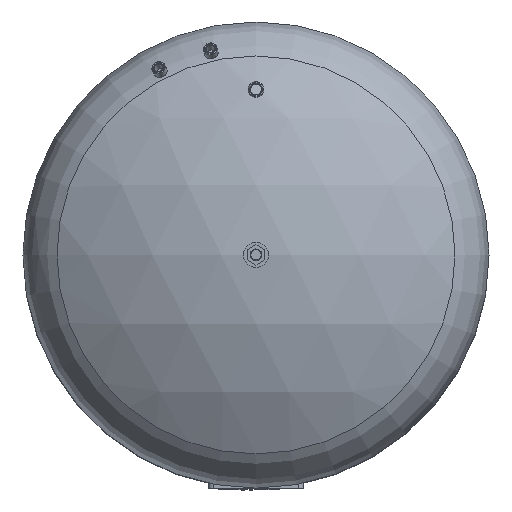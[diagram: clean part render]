
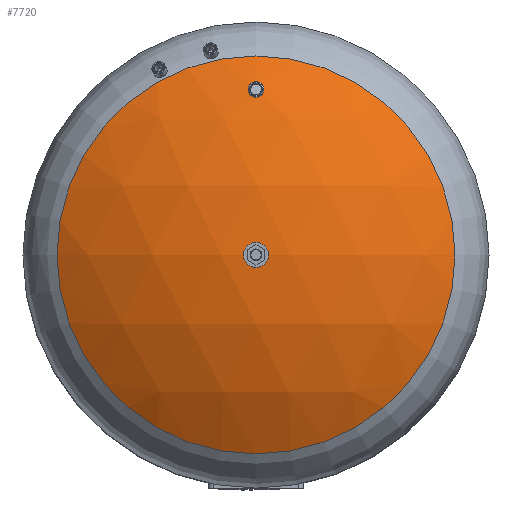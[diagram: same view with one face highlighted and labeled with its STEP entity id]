
A CAD part, top view. The second image highlights one B-rep face of the part: STEP entity #7720.
In plain terms, the highlighted spherical face has radius 509 mm.
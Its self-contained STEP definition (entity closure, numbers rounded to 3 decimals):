
#41=B_SPLINE_CURVE_WITH_KNOTS($,3,(#12490,#12491,#12492,#12493,#12494,#12495,
#12496,#12497,#12498,#12499,#12500,#12501,#12502,#12503,#12504,#12505,#12506,
#12507,#12508,#12509,#12510,#12511,#12512,#12513,#12514,#12515,#12516,#12517,
#12518,#12519,#12520,#12521,#12522,#12523,#12524,#12525,#12526,#12527,#12528,
#12529,#12530,#12531,#12532,#12533,#12534,#12535,#12536,#12537,#12538,#12539,
#12540,#12541,#12542,#12543,#12544,#12545,#12546,#12547,#12548,#12549,#12550,
#12551,#12552,#12553,#12554,#12555),.UNSPECIFIED.,.T.,.F.,(4,2,2,2,2,2,
2,2,2,2,2,2,2,2,2,2,2,2,2,2,2,2,2,2,2,2,2,2,2,2,2,2,4),(0.,1.996,
3.991,5.987,7.983,10.235,12.487,
14.739,16.991,19.239,21.487,23.735,
25.983,27.979,29.974,31.969,33.964,
35.959,37.955,39.95,41.945,44.193,
46.441,48.689,50.937,53.189,55.441,
57.693,59.945,61.941,63.937,65.933,
67.928),.UNSPECIFIED.);
#54=SPHERICAL_SURFACE($,#8400,509.);
#1476=FACE_BOUND($,#2441,.T.);
#1936=FACE_OUTER_BOUND($,#2440,.T.);
#2440=EDGE_LOOP($,(#6042));
#2441=EDGE_LOOP($,(#6043));
#3007=CIRCLE($,#8401,270.639);
#3580=VERTEX_POINT($,#12487);
#3581=VERTEX_POINT($,#12489);
#4465=EDGE_CURVE($,#3580,#3580,#3007,.T.);
#4466=EDGE_CURVE($,#3581,#3581,#41,.T.);
#6042=ORIENTED_EDGE($,*,*,#4465,.F.);
#6043=ORIENTED_EDGE($,*,*,#4466,.F.);
#7720=ADVANCED_FACE($,(#1936,#1476),#54,.T.);
#8400=AXIS2_PLACEMENT_3D($,#12486,#9964,#9965);
#8401=AXIS2_PLACEMENT_3D($,#12488,#9966,#9967);
#9964=DIRECTION('center_axis',(0.,1.,0.));
#9965=DIRECTION('ref_axis',(1.,0.,0.));
#9966=DIRECTION('center_axis',(0.,0.,
-1.));
#9967=DIRECTION('ref_axis',(-1.,0.,0.));
#12486=CARTESIAN_POINT('Origin',(0.,0.,
421.));
#12487=CARTESIAN_POINT('',(-270.639,0.,852.086));
#12488=CARTESIAN_POINT('Origin',(0.,0.,
852.086));
#12489=CARTESIAN_POINT('',(0.,235.65,872.165));
#12490=CARTESIAN_POINT('Ctrl Pts',(0.,235.65,872.165));
#12491=CARTESIAN_POINT('Ctrl Pts',(-0.665,235.65,872.165));
#12492=CARTESIAN_POINT('Ctrl Pts',(-1.35,235.587,872.197));
#12493=CARTESIAN_POINT('Ctrl Pts',(-2.707,235.323,872.328));
#12494=CARTESIAN_POINT('Ctrl Pts',(-3.379,235.124,872.428));
#12495=CARTESIAN_POINT('Ctrl Pts',(-4.66,234.601,872.688));
#12496=CARTESIAN_POINT('Ctrl Pts',(-5.272,234.278,872.849));
#12497=CARTESIAN_POINT('Ctrl Pts',(-6.398,233.541,873.216));
#12498=CARTESIAN_POINT('Ctrl Pts',(-6.912,233.126,873.422));
#12499=CARTESIAN_POINT('Ctrl Pts',(-7.879,232.2,873.882));
#12500=CARTESIAN_POINT('Ctrl Pts',(-8.353,231.647,874.157));
#12501=CARTESIAN_POINT('Ctrl Pts',(-9.18,230.448,874.752));
#12502=CARTESIAN_POINT('Ctrl Pts',(-9.533,229.803,875.072));
#12503=CARTESIAN_POINT('Ctrl Pts',(-10.098,228.462,875.736));
#12504=CARTESIAN_POINT('Ctrl Pts',(-10.309,227.766,876.08));
#12505=CARTESIAN_POINT('Ctrl Pts',(-10.585,226.372,876.769));
#12506=CARTESIAN_POINT('Ctrl Pts',(-10.65,225.673,877.114));
#12507=CARTESIAN_POINT('Ctrl Pts',(-10.65,224.328,877.777));
#12508=CARTESIAN_POINT('Ctrl Pts',(-10.585,223.63,878.12));
#12509=CARTESIAN_POINT('Ctrl Pts',(-10.31,222.237,878.805));
#12510=CARTESIAN_POINT('Ctrl Pts',(-10.099,221.542,879.147));
#12511=CARTESIAN_POINT('Ctrl Pts',(-9.535,220.201,879.805));
#12512=CARTESIAN_POINT('Ctrl Pts',(-9.182,219.556,880.121));
#12513=CARTESIAN_POINT('Ctrl Pts',(-8.356,218.357,880.709));
#12514=CARTESIAN_POINT('Ctrl Pts',(-7.882,217.803,880.98));
#12515=CARTESIAN_POINT('Ctrl Pts',(-6.915,216.876,881.433));
#12516=CARTESIAN_POINT('Ctrl Pts',(-6.4,216.461,881.636));
#12517=CARTESIAN_POINT('Ctrl Pts',(-5.273,215.723,881.996));
#12518=CARTESIAN_POINT('Ctrl Pts',(-4.661,215.399,882.154));
#12519=CARTESIAN_POINT('Ctrl Pts',(-3.379,214.877,882.409));
#12520=CARTESIAN_POINT('Ctrl Pts',(-2.707,214.677,882.506));
#12521=CARTESIAN_POINT('Ctrl Pts',(-1.35,214.413,882.635));
#12522=CARTESIAN_POINT('Ctrl Pts',(-0.665,214.35,882.666));
#12523=CARTESIAN_POINT('Ctrl Pts',(0.665,214.35,882.666));
#12524=CARTESIAN_POINT('Ctrl Pts',(1.35,214.413,882.635));
#12525=CARTESIAN_POINT('Ctrl Pts',(2.707,214.677,882.506));
#12526=CARTESIAN_POINT('Ctrl Pts',(3.379,214.877,882.409));
#12527=CARTESIAN_POINT('Ctrl Pts',(4.661,215.399,882.154));
#12528=CARTESIAN_POINT('Ctrl Pts',(5.273,215.723,881.996));
#12529=CARTESIAN_POINT('Ctrl Pts',(6.4,216.461,881.636));
#12530=CARTESIAN_POINT('Ctrl Pts',(6.915,216.876,881.433));
#12531=CARTESIAN_POINT('Ctrl Pts',(7.882,217.803,880.98));
#12532=CARTESIAN_POINT('Ctrl Pts',(8.356,218.357,880.709));
#12533=CARTESIAN_POINT('Ctrl Pts',(9.182,219.556,880.121));
#12534=CARTESIAN_POINT('Ctrl Pts',(9.535,220.201,879.805));
#12535=CARTESIAN_POINT('Ctrl Pts',(10.099,221.542,879.147));
#12536=CARTESIAN_POINT('Ctrl Pts',(10.31,222.237,878.805));
#12537=CARTESIAN_POINT('Ctrl Pts',(10.585,223.63,878.12));
#12538=CARTESIAN_POINT('Ctrl Pts',(10.65,224.328,877.777));
#12539=CARTESIAN_POINT('Ctrl Pts',(10.65,225.673,877.114));
#12540=CARTESIAN_POINT('Ctrl Pts',(10.585,226.372,876.769));
#12541=CARTESIAN_POINT('Ctrl Pts',(10.309,227.766,876.08));
#12542=CARTESIAN_POINT('Ctrl Pts',(10.098,228.462,875.736));
#12543=CARTESIAN_POINT('Ctrl Pts',(9.533,229.803,875.072));
#12544=CARTESIAN_POINT('Ctrl Pts',(9.18,230.448,874.752));
#12545=CARTESIAN_POINT('Ctrl Pts',(8.353,231.647,874.157));
#12546=CARTESIAN_POINT('Ctrl Pts',(7.879,232.2,873.882));
#12547=CARTESIAN_POINT('Ctrl Pts',(6.912,233.126,873.422));
#12548=CARTESIAN_POINT('Ctrl Pts',(6.398,233.541,873.216));
#12549=CARTESIAN_POINT('Ctrl Pts',(5.272,234.278,872.849));
#12550=CARTESIAN_POINT('Ctrl Pts',(4.66,234.601,872.688));
#12551=CARTESIAN_POINT('Ctrl Pts',(3.379,235.124,872.428));
#12552=CARTESIAN_POINT('Ctrl Pts',(2.707,235.323,872.328));
#12553=CARTESIAN_POINT('Ctrl Pts',(1.35,235.587,872.197));
#12554=CARTESIAN_POINT('Ctrl Pts',(0.665,235.65,872.165));
#12555=CARTESIAN_POINT('Ctrl Pts',(0.,235.65,872.165));
